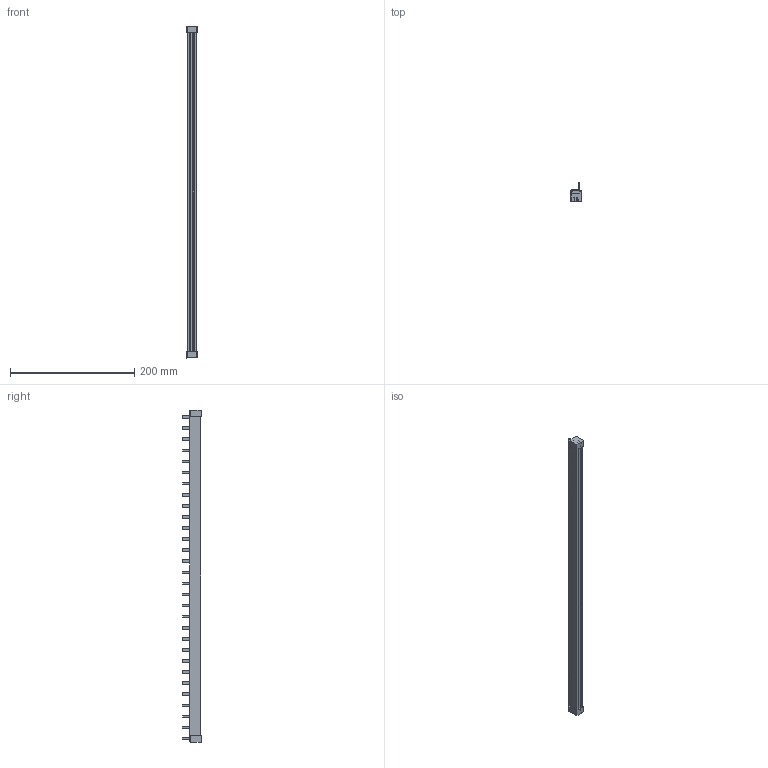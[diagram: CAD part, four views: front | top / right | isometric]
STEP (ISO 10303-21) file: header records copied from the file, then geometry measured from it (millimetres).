
FILE_DESCRIPTION (( 'STEP AP203' ), '1' );
FILE_NAME ('Trifaze Müþterek W Otomat Barasý - 10 Modül -- ONKA - 3069.STEP', '2020-08-19T14:14:38', ( '' ), ( '' ), 'SwSTEP 2.0', 'SolidWorks 2011', '' );
FILE_SCHEMA (( 'CONFIG_CONTROL_DESIGN' ));
Length unit declared in the file: millimetre
Products named in the file (1): Trifaze Müþterek W Otomat Barasý - 10 Modül -- ONKA - 3069
Bounding box: 16.4 x 30.75 x 534 mm (x, y, z)
Volume: 101256.5 mm3; surface area: 70933.2 mm2
Topology: 1 solids, 1 shells, 1636 faces, 4842 edges, 3218 vertices
Faces by surface type: plane 1438, cylinder 198
Entity records: 53967 total; most frequent: CARTESIAN_POINT 9697, ORIENTED_EDGE 9684, DIRECTION 8524, EDGE_CURVE 4842, LINE 4434, VECTOR 4434, VERTEX_POINT 3218, AXIS2_PLACEMENT_3D 2045
